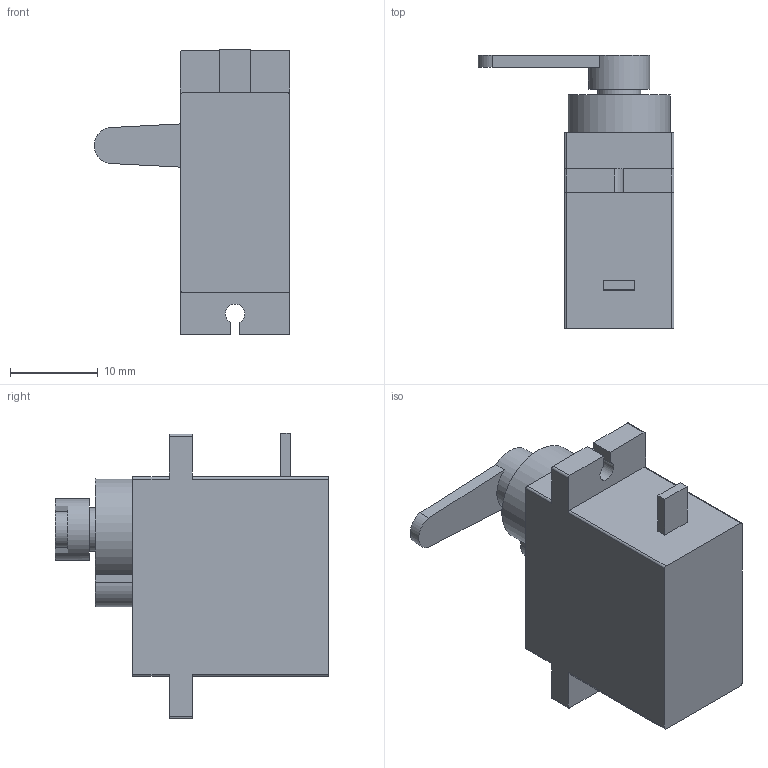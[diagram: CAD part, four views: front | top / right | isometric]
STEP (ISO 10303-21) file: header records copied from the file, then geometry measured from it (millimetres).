
FILE_DESCRIPTION(/* description */ (''),/* implementation_level */ '2;1');
FILE_NAME(/* name */ '_SG90 9g Micro Servo.e43d2cae-f814-41ba-8a0c-7b5be9030956 v1.step',/* time_stamp */ '2024-02-12T16:49:00+01:00',/* author */ (''),/* organization */ (''),/* preprocessor_version */ 'ST-DEVELOPER v20',/* originating_system */ 'Autodesk Translation Framework v12.20.1.177',/* authorisation */ '');
FILE_SCHEMA (('AUTOMOTIVE_DESIGN { 1 0 10303 214 3 1 1 }'));
Length unit declared in the file: millimetre
Products named in the file (4): _SG90 9g Micro Servo.e43d2cae-f814-41ba-8a0c-7b5be9030956; servo; splined-drive; horn
Assembly tree (3 placements, depth 2):
  _SG90 9g Micro Servo.e43d2cae-f814-41ba-8a0c-7b5be9030956
    servo
    splined-drive
    horn
Bounding box: 22.33 x 31.2 x 32.6 mm (x, y, z)
Volume: 7395.3 mm3; surface area: 3600.7 mm2
Topology: 3 solids, 3 shells, 64 faces, 156 edges, 104 vertices
Faces by surface type: plane 39, cylinder 24, cone 1
Full cylindrical faces by diameter (mm): 1.95 x1, 2.62 x1, 4.92 x4, 7 x1
Entity records: 2013 total; most frequent: DIRECTION 350, CARTESIAN_POINT 331, ORIENTED_EDGE 312, EDGE_CURVE 156, AXIS2_PLACEMENT_3D 123, LINE 104, VECTOR 104, VERTEX_POINT 104
